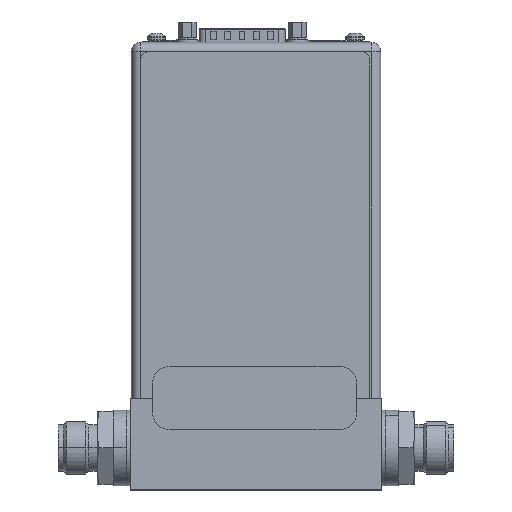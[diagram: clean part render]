
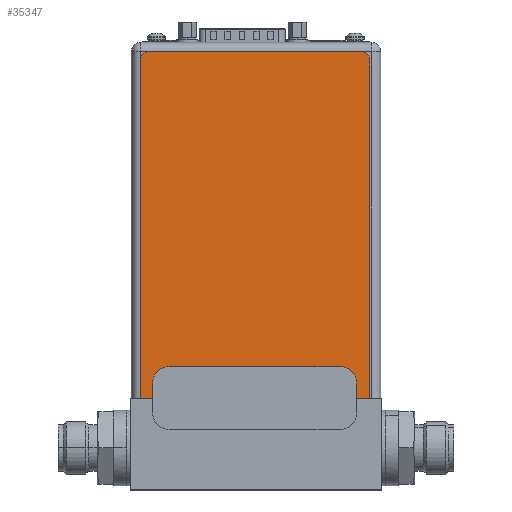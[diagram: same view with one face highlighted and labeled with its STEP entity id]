
A CAD part, top view. The second image highlights one B-rep face of the part: STEP entity #35347.
In plain terms, the highlighted planar face has unit normal (0, 0, 1).
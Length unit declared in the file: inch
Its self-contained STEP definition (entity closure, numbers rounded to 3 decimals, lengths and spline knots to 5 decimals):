
#35180=CARTESIAN_POINT('',(2.63,4.04,0.004));
#35181=DIRECTION('',(0.,0.,-1.));
#35182=DIRECTION('',(0.,1.,0.));
#35183=AXIS2_PLACEMENT_3D('',#35180,#35181,#35182);
#35185=DIRECTION('',(0.,-1.,0.));
#35186=VECTOR('',#35185,4.04);
#35187=CARTESIAN_POINT('',(2.73,4.04,0.004));
#35188=LINE('',#35187,#35186);
#35189=DIRECTION('',(-1.,0.,0.));
#35190=VECTOR('',#35189,2.73);
#35191=CARTESIAN_POINT('',(2.73,0.,0.004));
#35192=LINE('',#35191,#35190);
#35193=DIRECTION('',(0.,1.,0.));
#35194=VECTOR('',#35193,4.04);
#35195=CARTESIAN_POINT('',(0.,0.,0.004));
#35196=LINE('',#35195,#35194);
#35197=CARTESIAN_POINT('',(0.1,4.04,0.004));
#35198=DIRECTION('',(0.,0.,-1.));
#35199=DIRECTION('',(-1.,0.,0.));
#35200=AXIS2_PLACEMENT_3D('',#35197,#35198,#35199);
#35202=DIRECTION('',(1.,0.,0.));
#35203=VECTOR('',#35202,2.53);
#35204=CARTESIAN_POINT('',(0.1,4.14,0.004));
#35205=LINE('',#35204,#35203);
#35218=CARTESIAN_POINT('',(2.73,4.04,0.004));
#35219=VERTEX_POINT('',#35218);
#35220=CARTESIAN_POINT('',(2.63,4.14,0.004));
#35221=VERTEX_POINT('',#35220);
#35222=CARTESIAN_POINT('',(2.73,0.,0.004));
#35223=VERTEX_POINT('',#35222);
#35224=CARTESIAN_POINT('',(0.,0.,0.004));
#35225=VERTEX_POINT('',#35224);
#35226=CARTESIAN_POINT('',(0.,4.04,0.004));
#35227=VERTEX_POINT('',#35226);
#35228=CARTESIAN_POINT('',(0.1,4.14,0.004));
#35229=VERTEX_POINT('',#35228);
#35334=CARTESIAN_POINT('',(0.,0.,0.004));
#35335=DIRECTION('',(0.,0.,1.));
#35336=DIRECTION('',(1.,0.,0.));
#35337=AXIS2_PLACEMENT_3D('',#35334,#35335,#35336);
#35338=PLANE('',#35337);
#35339=ORIENTED_EDGE('',*,*,#35258,.T.);
#35340=ORIENTED_EDGE('',*,*,#35274,.T.);
#35341=ORIENTED_EDGE('',*,*,#35287,.T.);
#35342=ORIENTED_EDGE('',*,*,#35300,.T.);
#35343=ORIENTED_EDGE('',*,*,#35315,.T.);
#35344=ORIENTED_EDGE('',*,*,#35327,.T.);
#35345=EDGE_LOOP('',(#35339,#35340,#35341,#35342,#35343,#35344));
#35346=FACE_OUTER_BOUND('',#35345,.F.);
#35347=ADVANCED_FACE('',(#35346),#35338,.T.);
#35184=CIRCLE('',#35183,0.1);
#35201=CIRCLE('',#35200,0.1);
#35258=EDGE_CURVE('',#35221,#35219,#35184,.T.);
#35274=EDGE_CURVE('',#35219,#35223,#35188,.T.);
#35287=EDGE_CURVE('',#35223,#35225,#35192,.T.);
#35300=EDGE_CURVE('',#35225,#35227,#35196,.T.);
#35315=EDGE_CURVE('',#35227,#35229,#35201,.T.);
#35327=EDGE_CURVE('',#35229,#35221,#35205,.T.);
